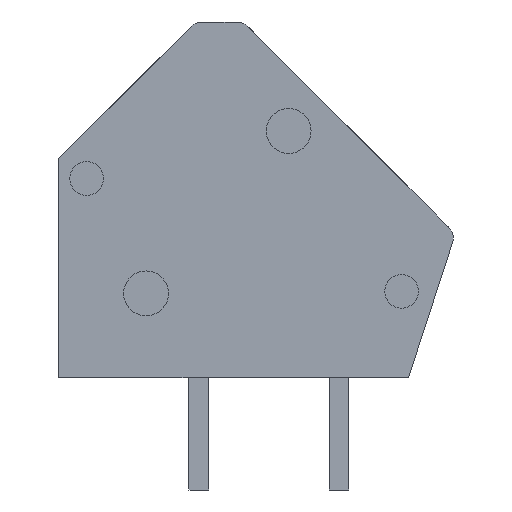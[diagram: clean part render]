
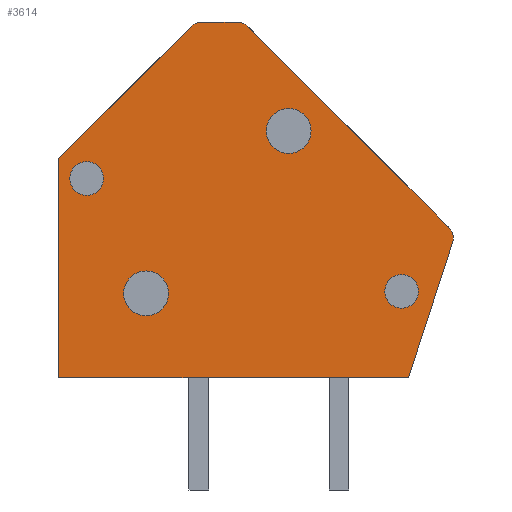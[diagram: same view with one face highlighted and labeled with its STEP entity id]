
A CAD part, left-side view. The second image highlights one B-rep face of the part: STEP entity #3614.
In plain terms, the highlighted planar face has unit normal (-1, 0, 0).
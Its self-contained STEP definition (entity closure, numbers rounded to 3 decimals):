
#36=CIRCLE($,#3844,0.8);
#42=CIRCLE($,#3856,0.5);
#43=CIRCLE($,#3859,0.5);
#44=CIRCLE($,#3863,0.5);
#45=CIRCLE($,#3867,0.6);
#46=CIRCLE($,#3868,0.6);
#47=CIRCLE($,#3869,0.8);
#83=FACE_BOUND($,#416,.T.);
#84=FACE_BOUND($,#417,.T.);
#85=FACE_BOUND($,#418,.T.);
#86=FACE_BOUND($,#419,.T.);
#192=FACE_OUTER_BOUND($,#415,.T.);
#415=EDGE_LOOP($,(#2784,#2785,#2786,#2787,#2788,#2789,#2790,#2791,#2792));
#416=EDGE_LOOP($,(#2793));
#417=EDGE_LOOP($,(#2794));
#418=EDGE_LOOP($,(#2795));
#419=EDGE_LOOP($,(#2796));
#649=LINE($,#5219,#1115);
#652=LINE($,#5227,#1118);
#679=LINE($,#5279,#1145);
#727=LINE($,#5381,#1193);
#828=LINE($,#5589,#1294);
#835=LINE($,#5605,#1301);
#1115=VECTOR($,#4223,12.488);
#1118=VECTOR($,#4228,6.703);
#1145=VECTOR($,#4257,7.821);
#1193=VECTOR($,#4323,10.196);
#1294=VECTOR($,#4482,1.283);
#1301=VECTOR($,#4505,5.092);
#1546=VERTEX_POINT($,#5212);
#1549=VERTEX_POINT($,#5217);
#1552=VERTEX_POINT($,#5224);
#1553=VERTEX_POINT($,#5226);
#1621=VERTEX_POINT($,#5378);
#1622=VERTEX_POINT($,#5380);
#1690=VERTEX_POINT($,#5549);
#1699=VERTEX_POINT($,#5584);
#1700=VERTEX_POINT($,#5588);
#1701=VERTEX_POINT($,#5599);
#1702=VERTEX_POINT($,#5607);
#1703=VERTEX_POINT($,#5609);
#1704=VERTEX_POINT($,#5611);
#1913=EDGE_CURVE($,#1546,#1549,#649,.T.);
#1916=EDGE_CURVE($,#1553,#1552,#652,.T.);
#1943=EDGE_CURVE($,#1552,#1546,#679,.T.);
#1992=EDGE_CURVE($,#1622,#1621,#727,.T.);
#2078=EDGE_CURVE($,#1690,#1690,#36,.T.);
#2098=EDGE_CURVE($,#1699,#1553,#42,.T.);
#2100=EDGE_CURVE($,#1700,#1699,#828,.T.);
#2102=EDGE_CURVE($,#1621,#1700,#43,.T.);
#2106=EDGE_CURVE($,#1701,#1622,#44,.T.);
#2109=EDGE_CURVE($,#1549,#1701,#835,.T.);
#2110=EDGE_CURVE($,#1702,#1702,#45,.T.);
#2111=EDGE_CURVE($,#1703,#1703,#46,.T.);
#2112=EDGE_CURVE($,#1704,#1704,#47,.T.);
#2784=ORIENTED_EDGE($,*,*,#1943,.T.);
#2785=ORIENTED_EDGE($,*,*,#1913,.T.);
#2786=ORIENTED_EDGE($,*,*,#2109,.T.);
#2787=ORIENTED_EDGE($,*,*,#2106,.T.);
#2788=ORIENTED_EDGE($,*,*,#1992,.T.);
#2789=ORIENTED_EDGE($,*,*,#2102,.T.);
#2790=ORIENTED_EDGE($,*,*,#2100,.T.);
#2791=ORIENTED_EDGE($,*,*,#2098,.T.);
#2792=ORIENTED_EDGE($,*,*,#1916,.T.);
#2793=ORIENTED_EDGE($,*,*,#2110,.F.);
#2794=ORIENTED_EDGE($,*,*,#2078,.F.);
#2795=ORIENTED_EDGE($,*,*,#2111,.F.);
#2796=ORIENTED_EDGE($,*,*,#2112,.F.);
#3415=PLANE($,#3866);
#3614=ADVANCED_FACE($,(#192,#83,#84,#85,#86),#3415,.T.);
#3844=AXIS2_PLACEMENT_3D($,#5550,#4439,#4440);
#3856=AXIS2_PLACEMENT_3D($,#5585,#4477,#4478);
#3859=AXIS2_PLACEMENT_3D($,#5592,#4486,#4487);
#3863=AXIS2_PLACEMENT_3D($,#5600,#4497,#4498);
#3866=AXIS2_PLACEMENT_3D($,#5606,#4506,#4507);
#3867=AXIS2_PLACEMENT_3D($,#5608,#4508,#4509);
#3868=AXIS2_PLACEMENT_3D($,#5610,#4510,#4511);
#3869=AXIS2_PLACEMENT_3D($,#5612,#4512,#4513);
#4223=DIRECTION($,(0.,-1.,0.));
#4228=DIRECTION($,(0.,0.707,-0.707));
#4257=DIRECTION($,(0.,0.,-1.));
#4323=DIRECTION($,(0.,0.707,0.707));
#4439=DIRECTION('center_axis',(-1.,0.,0.));
#4440=DIRECTION('ref_axis',(0.,-1.,0.));
#4477=DIRECTION('center_axis',(-1.,0.,0.));
#4478=DIRECTION('ref_axis',(0.,-1.,0.));
#4482=DIRECTION($,(0.,1.,0.));
#4486=DIRECTION('center_axis',(-1.,0.,0.));
#4487=DIRECTION('ref_axis',(0.,-1.,0.));
#4497=DIRECTION('center_axis',(-1.,0.,0.));
#4498=DIRECTION('ref_axis',(0.,-1.,0.));
#4505=DIRECTION($,(0.,-0.309,0.951));
#4506=DIRECTION('center_axis',(-1.,0.,0.));
#4507=DIRECTION('ref_axis',(0.,-1.,0.));
#4508=DIRECTION('center_axis',(-1.,0.,0.));
#4509=DIRECTION('ref_axis',(0.,-1.,0.));
#4510=DIRECTION('center_axis',(-1.,0.,0.));
#4511=DIRECTION('ref_axis',(0.,-1.,0.));
#4512=DIRECTION('center_axis',(-1.,0.,0.));
#4513=DIRECTION('ref_axis',(0.,-1.,0.));
#5212=CARTESIAN_POINT('',(-15.5,6.244,0.));
#5217=CARTESIAN_POINT('',(-15.5,-6.244,0.));
#5219=CARTESIAN_POINT($,(-15.5,6.244,0.));
#5224=CARTESIAN_POINT('',(-15.5,6.244,7.821));
#5226=CARTESIAN_POINT('',(-15.5,1.504,12.56));
#5227=CARTESIAN_POINT($,(-15.5,1.504,12.56));
#5279=CARTESIAN_POINT($,(-15.5,6.244,7.821));
#5378=CARTESIAN_POINT('',(-15.5,-0.486,12.56));
#5380=CARTESIAN_POINT('',(-15.5,-7.695,5.351));
#5381=CARTESIAN_POINT($,(-15.5,-7.695,5.351));
#5549=CARTESIAN_POINT('',(-15.5,2.325,3.019));
#5550=CARTESIAN_POINT('Origin',(-15.5,3.125,3.019));
#5584=CARTESIAN_POINT('',(-15.5,1.151,12.707));
#5585=CARTESIAN_POINT('Origin',(-15.5,1.151,12.207));
#5588=CARTESIAN_POINT('',(-15.5,-0.132,12.707));
#5589=CARTESIAN_POINT($,(-15.5,-0.132,12.707));
#5592=CARTESIAN_POINT('Origin',(-15.5,-0.132,12.207));
#5599=CARTESIAN_POINT('',(-15.5,-7.817,4.843));
#5600=CARTESIAN_POINT('Origin',(-15.5,-7.342,4.997));
#5605=CARTESIAN_POINT($,(-15.5,-6.244,0.));
#5606=CARTESIAN_POINT('Origin',(-15.5,-7.342,4.997));
#5607=CARTESIAN_POINT('',(-15.5,4.647,7.121));
#5608=CARTESIAN_POINT('Origin',(-15.5,5.247,7.121));
#5609=CARTESIAN_POINT('',(-15.5,-6.596,3.09));
#5610=CARTESIAN_POINT('Origin',(-15.5,-5.996,3.09));
#5611=CARTESIAN_POINT('',(-15.5,-2.766,8.818));
#5612=CARTESIAN_POINT('Origin',(-15.5,-1.966,8.818));
